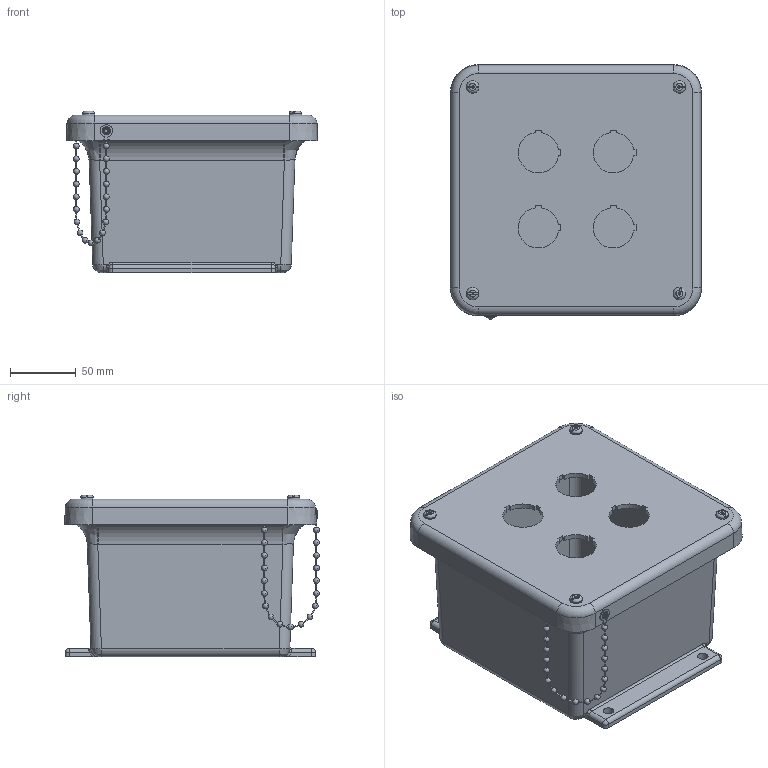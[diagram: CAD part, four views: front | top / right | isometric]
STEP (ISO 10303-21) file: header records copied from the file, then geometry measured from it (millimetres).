
FILE_DESCRIPTION(/* description */ (''),/* implementation_level */ '2;1');
FILE_NAME(/* name */ 'HW-N4X4PBW.stp',/* time_stamp */ '2014-03-17T11:03:30-05:00',/* author */ ('tburkle'),/* organization */ (''),/* preprocessor_version */ 'ST-DEVELOPER v15.2',/* originating_system */ 'Autodesk Inventor 2014',/* authorisation */ '');
FILE_SCHEMA (('AUTOMOTIVE_DESIGN { 1 0 10303 214 3 1 1 }'));
Length unit declared in the file: inch
Products named in the file (10): WPF4PBW BOX; 10-32 X0.3125 DP BRASS INSERT; 10-24X0.50 DP BRASS INSERT; WPF4PBW CVR; WPF4PBW GASKET; WPN4U; 10-24x0.625L  combo screw; RMRIV43; SS BEAD CHAIN; F4PBW_STP
Bounding box: 191.13 x 193.66 x 122.86 mm (x, y, z)
Volume: 583480.4 mm3; surface area: 300686.1 mm2
Topology: 19 solids, 19 shells, 621 faces, 1512 edges, 932 vertices
Faces by surface type: plane 224, cylinder 209, bspline 76, torus 57, sphere 31, cone 24
Full cylindrical faces by diameter (mm): 0.737 x14, 2.64 x1, 3.556 x3, 3.683 x4, 3.962 x4, 4.496 x4, 5.537 x4, 5.556 x4, 6.35 x4, 7.137 x4, 7.144 x4, 7.938 x4, 9.423 x4
Entity records: 19611 total; most frequent: CARTESIAN_POINT 7615, DIRECTION 2588, ORIENTED_EDGE 2296, EDGE_CURVE 1148, AXIS2_PLACEMENT_3D 1048, VERTEX_POINT 726, EDGE_LOOP 638, ADVANCED_FACE 519
